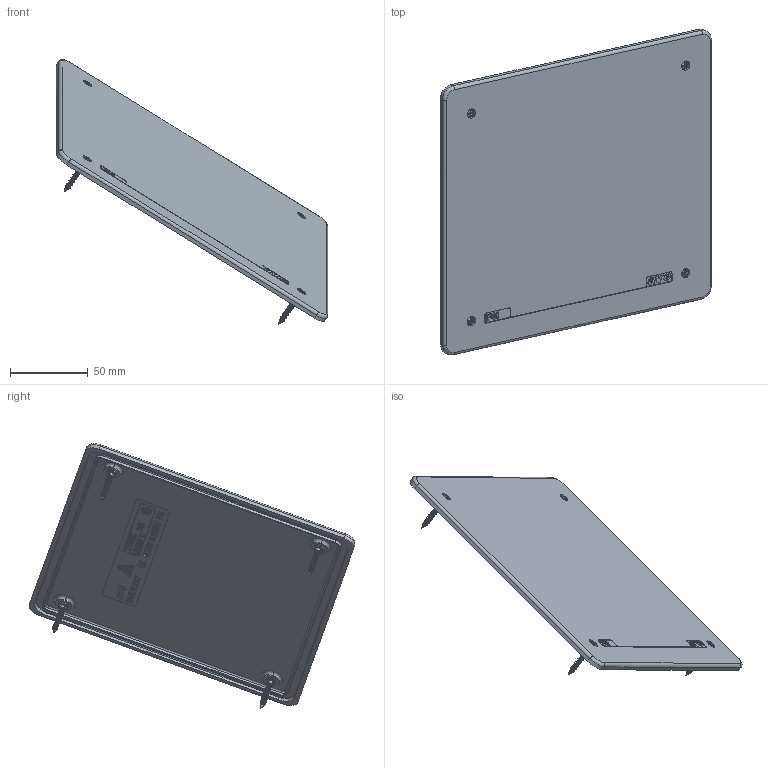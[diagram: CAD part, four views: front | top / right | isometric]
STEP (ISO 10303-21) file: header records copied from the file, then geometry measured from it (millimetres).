
FILE_DESCRIPTION(('CATIA V5 STEP Exchange'),'2;1');
FILE_NAME('BLCG06C.stp','2023-09-25T11:20:57+00:00',('none'),('none'),'CATIA Version 5-6 Release 2016 SP6','CATIA V5 STEP AP203','none');
FILE_SCHEMA(('CONFIG_CONTROL_DESIGN'));
Products named in the file (1): BLCG06C
Assembly tree (6 placements, depth 2):
  BLCG06C
    #57
    #97947  x4
    #102979
Bounding box: 174.62 x 209.9 x 170.52 mm (x, y, z)
Volume: 81690.2 mm3; surface area: 85866 mm2
Topology: 5 solids, 5 shells, 3548 faces, 10145 edges, 6724 vertices
Faces by surface type: plane 3101, cylinder 291, torus 72, cone 40, bspline 28, sphere 16
Entity records: 103003 total; most frequent: CARTESIAN_POINT 20305, ORIENTED_EDGE 18404, DIRECTION 14888, EDGE_CURVE 9202, VECTOR 8733, LINE 8733, VERTEX_POINT 6108, EDGE_LOOP 3340
